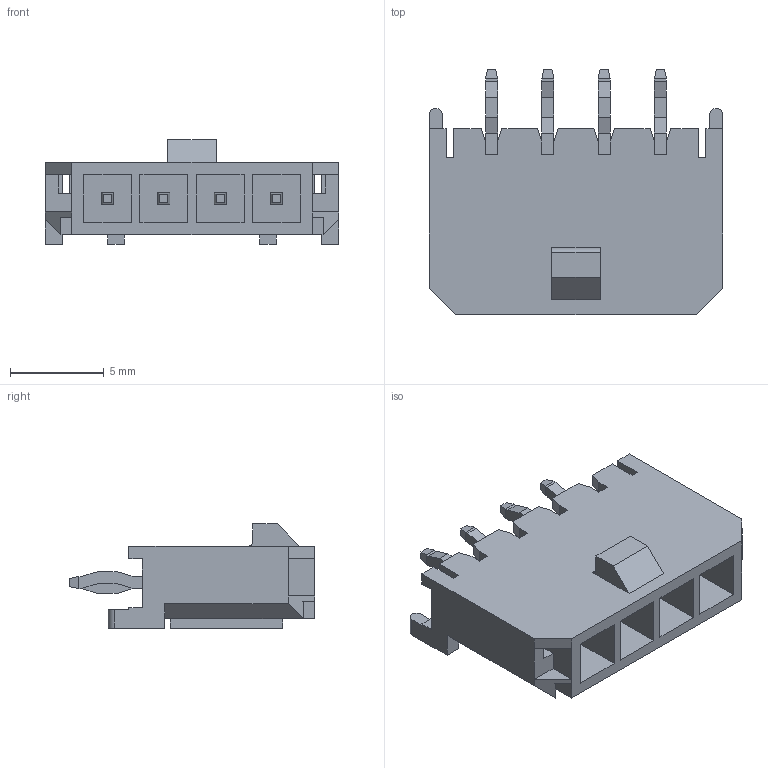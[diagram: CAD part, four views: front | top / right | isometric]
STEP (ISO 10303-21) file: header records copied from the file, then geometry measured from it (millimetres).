
FILE_DESCRIPTION( ( 'Unknown' ), '1' );
FILE_NAME( '66200411122.stp', 'Unknown', ( 'Unknown' ), ( 'Unknown' ), 'PSStep 15.0.49', 'Unknown', ' ' );
FILE_SCHEMA( ( 'AUTOMOTIVE_DESIGN { 1 0 10303 214 1 1 1 1 }' ) );
Length unit declared in the file: millimetre
Products named in the file (3): Assem1; 66200411122; 6620xx11122_PIN
Assembly tree (5 placements, depth 2):
  Assem1
    66200411122
    6620xx11122_PIN  x4
Bounding box: 15.65 x 13.08 x 5.57 mm (x, y, z)
Volume: 367.8 mm3; surface area: 1064.1 mm2
Topology: 5 solids, 5 shells, 270 faces, 737 edges, 472 vertices
Faces by surface type: plane 267, cylinder 3
Entity records: 8201 total; most frequent: CARTESIAN_POINT 1167, ORIENTED_EDGE 1162, DIRECTION 1007, EDGE_CURVE 581, LINE 575, VECTOR 575, VERTEX_POINT 376, AXIS2_PLACEMENT_3D 216
